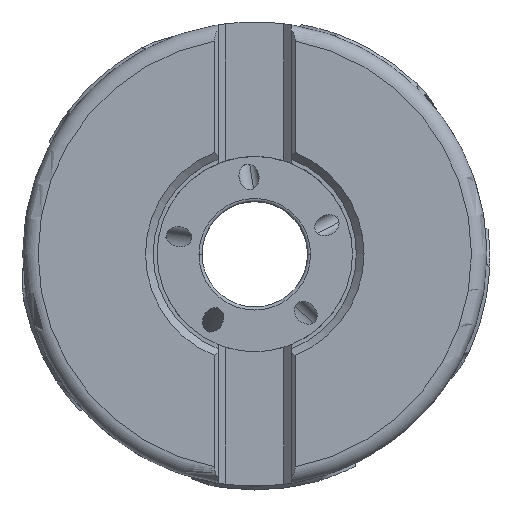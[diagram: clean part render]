
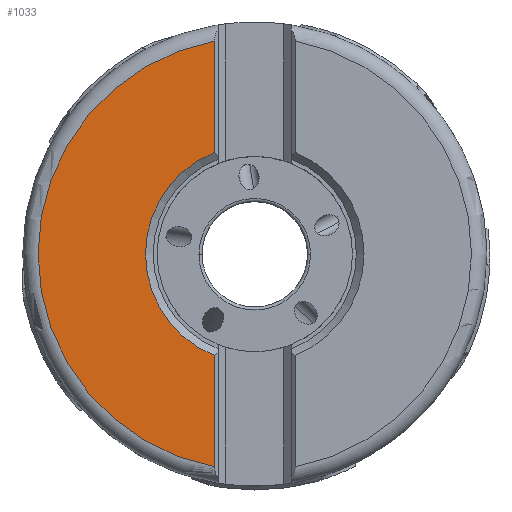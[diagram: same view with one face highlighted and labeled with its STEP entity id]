
A CAD part, top view. The second image highlights one B-rep face of the part: STEP entity #1033.
In plain terms, the highlighted planar face has unit normal (0, 0, 1).
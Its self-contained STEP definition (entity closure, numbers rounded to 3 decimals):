
#1033=ADVANCED_FACE('',(#1609),#1498,.T.);
#1498=PLANE('',#9065);
#1609=FACE_OUTER_BOUND('',#2051,.T.);
#2051=EDGE_LOOP('',(#3120,#3121,#3122,#3123));
#2544=LINE('',#12668,#2832);
#2545=LINE('',#12672,#2833);
#2832=VECTOR('',#10195,1.);
#2833=VECTOR('',#10198,1.);
#3120=ORIENTED_EDGE('',*,*,#6903,.T.);
#3121=ORIENTED_EDGE('',*,*,#6904,.F.);
#3122=ORIENTED_EDGE('',*,*,#6905,.T.);
#3123=ORIENTED_EDGE('',*,*,#6906,.F.);
#5940=VERTEX_POINT('',#12666);
#5941=VERTEX_POINT('',#12667);
#5942=VERTEX_POINT('',#12669);
#5943=VERTEX_POINT('',#12671);
#6903=EDGE_CURVE('',#5940,#5941,#8313,.T.);
#6904=EDGE_CURVE('',#5942,#5941,#2544,.T.);
#6905=EDGE_CURVE('',#5942,#5943,#8314,.T.);
#6906=EDGE_CURVE('',#5940,#5943,#2545,.T.);
#8313=CIRCLE('',#9063,28.163);
#8314=CIRCLE('',#9064,14.2);
#9063=AXIS2_PLACEMENT_3D('',#12665,#10193,#10194);
#9064=AXIS2_PLACEMENT_3D('',#12670,#10196,#10197);
#9065=AXIS2_PLACEMENT_3D('',#12673,#10199,#10200);
#10193=DIRECTION('',(0.,0.,1.));
#10194=DIRECTION('',(-0.187,0.982,0.));
#10195=DIRECTION('',(0.,-1.,0.));
#10196=DIRECTION('',(0.,0.,-1.));
#10197=DIRECTION('',(-0.371,-0.929,0.));
#10198=DIRECTION('',(0.,-1.,0.));
#10199=DIRECTION('',(0.,0.,1.));
#10200=DIRECTION('',(1.,0.,0.));
#12665=CARTESIAN_POINT('',(0.,0.,0.));
#12666=CARTESIAN_POINT('',(-5.263,27.666,0.));
#12667=CARTESIAN_POINT('',(-5.263,-27.666,0.));
#12668=CARTESIAN_POINT('',(-5.263,-13.189,0.));
#12669=CARTESIAN_POINT('',(-5.263,-13.189,0.));
#12670=CARTESIAN_POINT('',(0.,0.,0.));
#12671=CARTESIAN_POINT('',(-5.263,13.189,0.));
#12672=CARTESIAN_POINT('',(-5.263,27.666,0.));
#12673=CARTESIAN_POINT('',(16.781,0.,0.));
